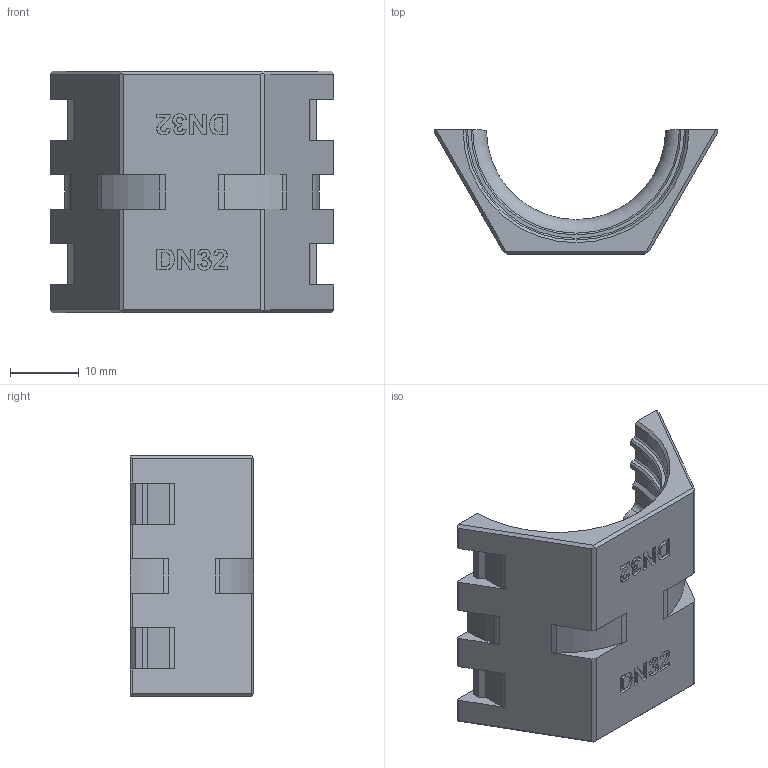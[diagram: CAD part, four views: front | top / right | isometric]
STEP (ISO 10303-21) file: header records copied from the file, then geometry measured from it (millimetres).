
FILE_DESCRIPTION(/* description */ (''),/* implementation_level */ '2;1');
FILE_NAME(/* name */ 'Conduit_connector_DN32_clip_locks_x1_v7.step',/* time_stamp */ '2025-05-10T08:47:17+02:00',/* author */ (''),/* organization */ (''),/* preprocessor_version */ 'ST-DEVELOPER v20.1',/* originating_system */ 'Autodesk Translation Framework v14.4.0.0',/* authorisation */ '');
FILE_SCHEMA (('AUTOMOTIVE_DESIGN { 1 0 10303 214 3 1 1 }'));
Length unit declared in the file: millimetre
Products named in the file (1): Front with clip locks DN32
Bounding box: 41.17 x 18 x 35 mm (x, y, z)
Volume: 6024 mm3; surface area: 5010.8 mm2
Topology: 1 solids, 1 shells, 290 faces, 834 edges, 556 vertices
Faces by surface type: plane 131, bspline 116, cone 22, cylinder 18, torus 3
Entity records: 10553 total; most frequent: CARTESIAN_POINT 3653, ORIENTED_EDGE 1668, DIRECTION 1014, EDGE_CURVE 834, VERTEX_POINT 556, LINE 540, VECTOR 540, EDGE_LOOP 300
